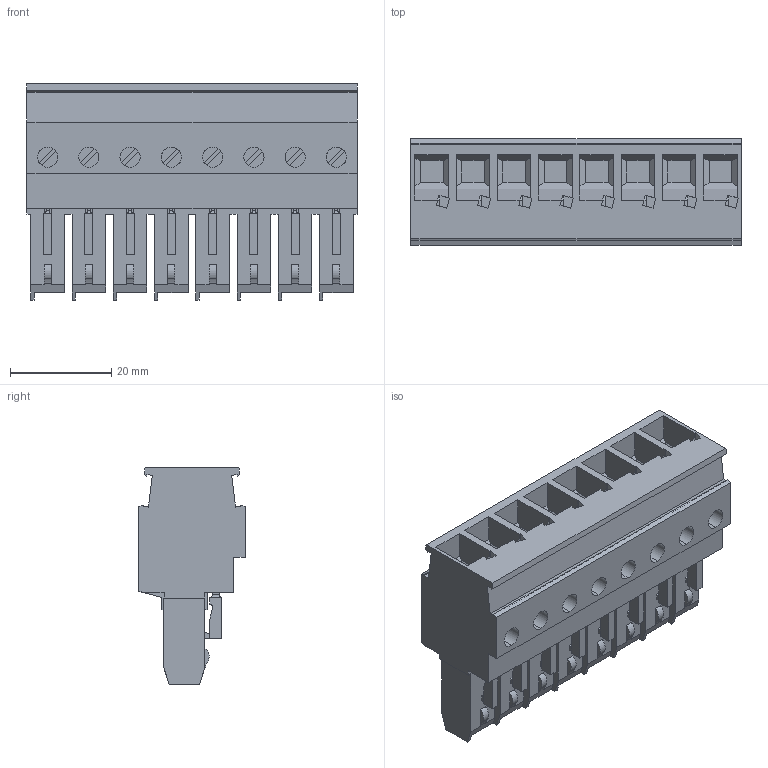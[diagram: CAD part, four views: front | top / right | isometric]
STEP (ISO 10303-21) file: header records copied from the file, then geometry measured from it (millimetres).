
FILE_DESCRIPTION(('Creo Elements/Direct Modeling STEP Export'),'2;1');
FILE_NAME('model.stp','2021-02-25T 8:26:09',(''),(''),'Creo Elements/Direct Modeling STEP processor for AP214 (Solid Model)','Creo Elements/Direct Modeling 20.1D 10-Oct-2020 (C) Parametric Technology GmbH','');
FILE_SCHEMA(('AUTOMOTIVE_DESIGN { 1 0 10303 214 1 1 1 1 }'));
Products named in the file (2): UP_6_8-select
Assembly tree (1 placements, depth 2):
  UP_6_8-select
    UP_6_8-select
Bounding box: 65.2 x 21 x 42.7 mm (x, y, z)
Volume: 31287.3 mm3; surface area: 18084.1 mm2
Topology: 1 solids, 1 shells, 1328 faces, 3887 edges, 2599 vertices
Faces by surface type: plane 920, cylinder 280, torus 64, bspline 32, extrusion 32
Entity records: 63793 total; most frequent: CARTESIAN_POINT 17312, ORIENTED_EDGE 7774, DIRECTION 6948, EDGE_CURVE 3887, VECTOR 2990, LINE 2894, VERTEX_POINT 2599, AXIS2_PLACEMENT_3D 1979
